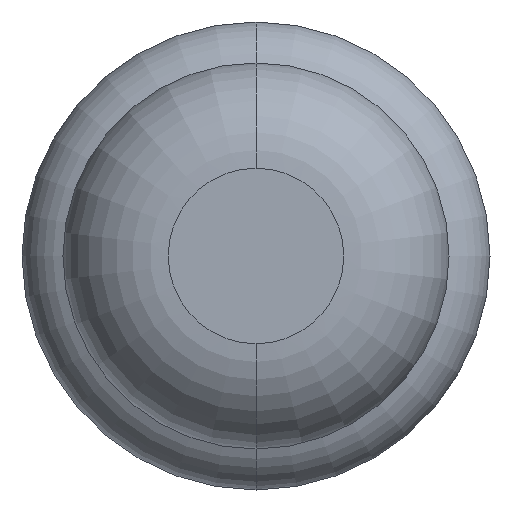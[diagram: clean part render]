
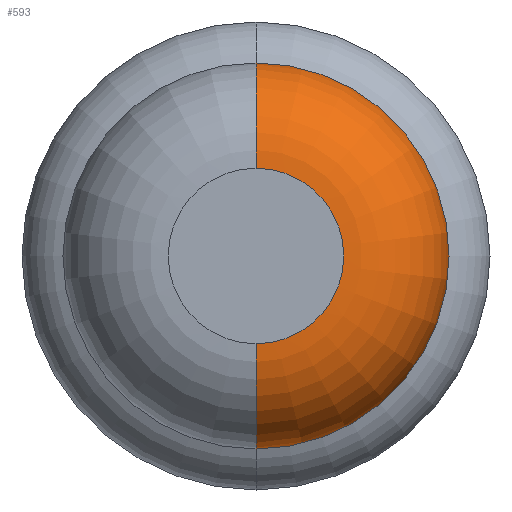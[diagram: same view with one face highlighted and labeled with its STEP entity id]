
A CAD part, front view. The second image highlights one B-rep face of the part: STEP entity #593.
In plain terms, the highlighted toroidal (fillet/blend) face has major radius 0.375 mm and minor radius 0.45 mm.
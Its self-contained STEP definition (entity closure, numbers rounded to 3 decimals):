
#4 = EDGE_LOOP ( 'NONE', ( #886, #598, #1879, #763 ) ) ;
#171 = CARTESIAN_POINT ( 'NONE',  ( 0., -29.95, 0.825 ) ) ;
#175 = DIRECTION ( 'NONE',  ( 1., 0., 0. ) ) ;
#293 = CIRCLE ( 'NONE', #2704, 0.45 ) ;
#296 = VERTEX_POINT ( 'NONE', #1960 ) ;
#353 = CARTESIAN_POINT ( 'NONE',  ( 0., -30.4, 0. ) ) ;
#446 = VERTEX_POINT ( 'NONE', #2571 ) ;
#522 = DIRECTION ( 'NONE',  ( 0., 1., 0. ) ) ;
#593 = ADVANCED_FACE ( 'Defeature ausgef�hrt1_6', ( #1278 ), #2831, .T. ) ;
#598 = ORIENTED_EDGE ( 'NONE', *, *, #2407, .T. ) ;
#763 = ORIENTED_EDGE ( 'NONE', *, *, #924, .F. ) ;
#764 = DIRECTION ( 'NONE',  ( 0., 0., -1. ) ) ;
#878 = VERTEX_POINT ( 'NONE', #171 ) ;
#886 = ORIENTED_EDGE ( 'NONE', *, *, #1815, .T. ) ;
#908 = AXIS2_PLACEMENT_3D ( 'NONE', #1261, #522, #2293 ) ;
#924 = EDGE_CURVE ( 'NONE', #446, #878, #293, .T. ) ;
#1040 = CARTESIAN_POINT ( 'NONE',  ( 0., -30.4, -0.375 ) ) ;
#1104 = DIRECTION ( 'NONE',  ( 0., 0., 1. ) ) ;
#1189 = CARTESIAN_POINT ( 'NONE',  ( 0., -29.95, 0.375 ) ) ;
#1261 = CARTESIAN_POINT ( 'NONE',  ( 0., -29.95, 0. ) ) ;
#1278 = FACE_OUTER_BOUND ( 'NONE', #4, .T. ) ;
#1349 = CIRCLE ( 'NONE', #2646, 0.375 ) ;
#1697 = CARTESIAN_POINT ( 'NONE',  ( 0., -29.95, 0. ) ) ;
#1815 = EDGE_CURVE ( 'Defeature ausgef�hrt1_6+Defeature ausgef�hrt1_5+Defeature ausgef�hrt1_5+Defeature ausgef�hrt1_5', #446, #2210, #1349, .T. ) ;
#1879 = ORIENTED_EDGE ( 'NONE', *, *, #2002, .F. ) ;
#1960 = CARTESIAN_POINT ( 'NONE',  ( 0., -29.95, -0.825 ) ) ;
#1977 = CIRCLE ( 'NONE', #908, 0.825 ) ;
#2002 = EDGE_CURVE ( 'Defeature ausgef�hrt1_7+Defeature ausgef�hrt1_6+Defeature ausgef�hrt1_6+Defeature ausgef�hrt1_6', #878, #296, #1977, .T. ) ;
#2097 = CIRCLE ( 'NONE', #2963, 0.45 ) ;
#2195 = AXIS2_PLACEMENT_3D ( 'NONE', #1697, #2703, #2430 ) ;
#2210 = VERTEX_POINT ( 'NONE', #1040 ) ;
#2293 = DIRECTION ( 'NONE',  ( 0., 0., 1. ) ) ;
#2407 = EDGE_CURVE ( 'NONE', #2210, #296, #2097, .T. ) ;
#2430 = DIRECTION ( 'NONE',  ( 0., 0., 1. ) ) ;
#2456 = DIRECTION ( 'NONE',  ( -1., 0., 0. ) ) ;
#2571 = CARTESIAN_POINT ( 'NONE',  ( 0., -30.4, 0.375 ) ) ;
#2618 = DIRECTION ( 'NONE',  ( 0., 1., 0. ) ) ;
#2646 = AXIS2_PLACEMENT_3D ( 'NONE', #353, #2618, #1104 ) ;
#2703 = DIRECTION ( 'NONE',  ( 0., 1., 0. ) ) ;
#2704 = AXIS2_PLACEMENT_3D ( 'NONE', #1189, #2456, #2712 ) ;
#2708 = CARTESIAN_POINT ( 'NONE',  ( 0., -29.95, -0.375 ) ) ;
#2712 = DIRECTION ( 'NONE',  ( 0., 0., 1. ) ) ;
#2831 = TOROIDAL_SURFACE ( 'NONE', #2195, 0.375, 0.45 ) ;
#2963 = AXIS2_PLACEMENT_3D ( 'NONE', #2708, #175, #764 ) ;
